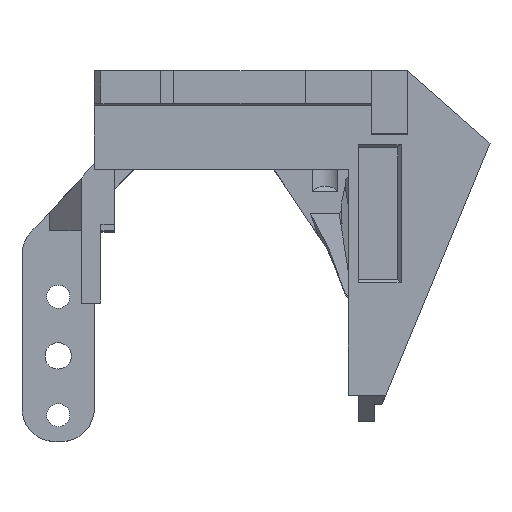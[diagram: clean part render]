
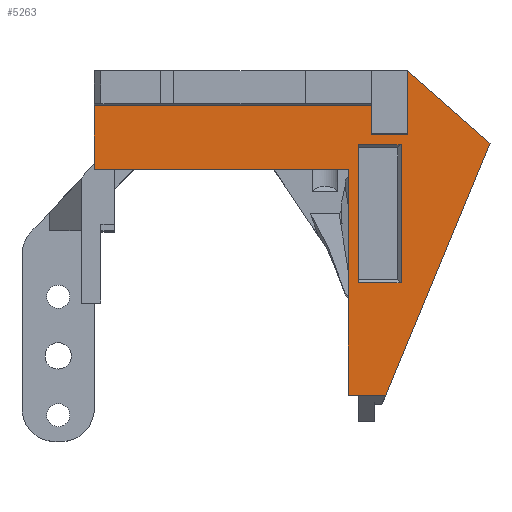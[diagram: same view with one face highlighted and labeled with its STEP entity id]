
A CAD part, top view. The second image highlights one B-rep face of the part: STEP entity #5263.
In plain terms, the highlighted planar face has unit normal (0, 0, 1).
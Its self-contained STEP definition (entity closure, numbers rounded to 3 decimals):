
#82=FACE_BOUND('',#563,.T.);
#264=FACE_OUTER_BOUND('',#562,.T.);
#562=EDGE_LOOP('',(#4054,#4055,#4056,#4057,#4058,#4059,#4060,#4061,#4062,
#4063));
#563=EDGE_LOOP('',(#4064,#4065,#4066,#4067));
#901=LINE('',#7536,#1584);
#1079=LINE('',#7971,#1762);
#1082=LINE('',#7977,#1765);
#1085=LINE('',#7982,#1768);
#1091=LINE('',#7995,#1774);
#1095=LINE('',#8004,#1778);
#1106=LINE('',#8038,#1789);
#1121=LINE('',#8065,#1804);
#1122=LINE('',#8068,#1805);
#1123=LINE('',#8070,#1806);
#1124=LINE('',#8072,#1807);
#1125=LINE('',#8073,#1808);
#1126=LINE('',#8074,#1809);
#1127=LINE('',#8075,#1810);
#1584=VECTOR('',#6059,10.);
#1762=VECTOR('',#6407,10.);
#1765=VECTOR('',#6412,10.);
#1768=VECTOR('',#6417,10.);
#1774=VECTOR('',#6429,10.);
#1778=VECTOR('',#6435,10.);
#1789=VECTOR('',#6464,10.);
#1804=VECTOR('',#6487,10.);
#1805=VECTOR('',#6490,10.);
#1806=VECTOR('',#6491,10.);
#1807=VECTOR('',#6492,10.);
#1808=VECTOR('',#6493,10.);
#1809=VECTOR('',#6494,10.);
#1810=VECTOR('',#6495,10.);
#2240=VERTEX_POINT('',#7533);
#2241=VERTEX_POINT('',#7535);
#2374=VERTEX_POINT('',#7886);
#2412=VERTEX_POINT('',#7968);
#2413=VERTEX_POINT('',#7970);
#2415=VERTEX_POINT('',#7976);
#2417=VERTEX_POINT('',#7988);
#2420=VERTEX_POINT('',#7993);
#2421=VERTEX_POINT('',#7997);
#2424=VERTEX_POINT('',#8002);
#2446=VERTEX_POINT('',#8063);
#2447=VERTEX_POINT('',#8067);
#2448=VERTEX_POINT('',#8069);
#2449=VERTEX_POINT('',#8071);
#2790=EDGE_CURVE('',#2241,#2240,#901,.T.);
#3011=EDGE_CURVE('',#2413,#2412,#1079,.T.);
#3014=EDGE_CURVE('',#2374,#2415,#1082,.T.);
#3017=EDGE_CURVE('',#2415,#2413,#1085,.T.);
#3023=EDGE_CURVE('',#2420,#2417,#1091,.T.);
#3027=EDGE_CURVE('',#2424,#2421,#1095,.T.);
#3045=EDGE_CURVE('',#2241,#2412,#1106,.T.);
#3060=EDGE_CURVE('',#2240,#2446,#1121,.T.);
#3061=EDGE_CURVE('',#2446,#2447,#1122,.T.);
#3062=EDGE_CURVE('',#2447,#2448,#1123,.T.);
#3063=EDGE_CURVE('',#2448,#2449,#1124,.T.);
#3064=EDGE_CURVE('',#2449,#2374,#1125,.T.);
#3065=EDGE_CURVE('',#2420,#2421,#1126,.T.);
#3066=EDGE_CURVE('',#2417,#2424,#1127,.T.);
#4054=ORIENTED_EDGE('',*,*,#3011,.T.);
#4055=ORIENTED_EDGE('',*,*,#3045,.F.);
#4056=ORIENTED_EDGE('',*,*,#2790,.T.);
#4057=ORIENTED_EDGE('',*,*,#3060,.T.);
#4058=ORIENTED_EDGE('',*,*,#3061,.T.);
#4059=ORIENTED_EDGE('',*,*,#3062,.T.);
#4060=ORIENTED_EDGE('',*,*,#3063,.T.);
#4061=ORIENTED_EDGE('',*,*,#3064,.T.);
#4062=ORIENTED_EDGE('',*,*,#3014,.T.);
#4063=ORIENTED_EDGE('',*,*,#3017,.T.);
#4064=ORIENTED_EDGE('',*,*,#3065,.T.);
#4065=ORIENTED_EDGE('',*,*,#3027,.F.);
#4066=ORIENTED_EDGE('',*,*,#3066,.F.);
#4067=ORIENTED_EDGE('',*,*,#3023,.F.);
#5020=PLANE('',#5605);
#5263=ADVANCED_FACE('',(#264,#82),#5020,.T.);
#5605=AXIS2_PLACEMENT_3D('',#8066,#6488,#6489);
#6059=DIRECTION('',(0.,-1.,0.));
#6407=DIRECTION('',(0.,1.,0.));
#6412=DIRECTION('',(0.,-1.,0.));
#6417=DIRECTION('',(-1.,0.,0.));
#6429=DIRECTION('',(1.,0.,0.));
#6435=DIRECTION('',(-1.,0.,0.));
#6464=DIRECTION('',(1.,0.,0.));
#6487=DIRECTION('',(1.,0.,0.));
#6488=DIRECTION('center_axis',(0.,0.,1.));
#6489=DIRECTION('ref_axis',(1.,0.,0.));
#6490=DIRECTION('',(0.,-1.,0.));
#6491=DIRECTION('',(1.,0.,0.));
#6492=DIRECTION('',(0.383,0.924,0.));
#6493=DIRECTION('',(-0.751,0.66,0.));
#6494=DIRECTION('',(0.,1.,0.));
#6495=DIRECTION('',(0.,1.,0.));
#7533=CARTESIAN_POINT('',(-22.05,-15.,20.15));
#7535=CARTESIAN_POINT('',(-22.05,-5.3,20.15));
#7536=CARTESIAN_POINT('',(-22.05,-5.,20.15));
#7886=CARTESIAN_POINT('',(25.55,0.,20.15));
#7968=CARTESIAN_POINT('',(20.064,-5.3,20.15));
#7970=CARTESIAN_POINT('',(20.064,-9.616,20.15));
#7971=CARTESIAN_POINT('',(20.064,-12.325,20.15));
#7976=CARTESIAN_POINT('',(25.55,-9.616,20.15));
#7977=CARTESIAN_POINT('',(25.55,-17.133,20.15));
#7982=CARTESIAN_POINT('',(24.65,-9.616,20.15));
#7988=CARTESIAN_POINT('',(24.55,-32.236,20.15));
#7993=CARTESIAN_POINT('',(18.05,-32.236,20.15));
#7995=CARTESIAN_POINT('',(26.643,-32.236,20.15));
#7997=CARTESIAN_POINT('',(18.05,-11.236,20.15));
#8002=CARTESIAN_POINT('',(24.55,-11.236,20.15));
#8004=CARTESIAN_POINT('',(23.643,-11.236,20.15));
#8038=CARTESIAN_POINT('',(13.692,-5.3,20.15));
#8063=CARTESIAN_POINT('',(16.55,-15.,20.15));
#8065=CARTESIAN_POINT('',(-22.05,-15.,20.15));
#8066=CARTESIAN_POINT('Origin',(29.236,-24.65,20.15));
#8067=CARTESIAN_POINT('',(16.55,-49.3,20.15));
#8068=CARTESIAN_POINT('',(16.55,-5.,20.15));
#8069=CARTESIAN_POINT('',(22.206,-49.3,20.15));
#8070=CARTESIAN_POINT('',(16.55,-49.3,20.15));
#8071=CARTESIAN_POINT('',(38.066,-11.,20.15));
#8072=CARTESIAN_POINT('',(22.206,-49.3,20.15));
#8073=CARTESIAN_POINT('',(38.959,-11.785,20.15));
#8074=CARTESIAN_POINT('',(18.05,-49.3,20.15));
#8075=CARTESIAN_POINT('',(24.55,-18.193,20.15));
